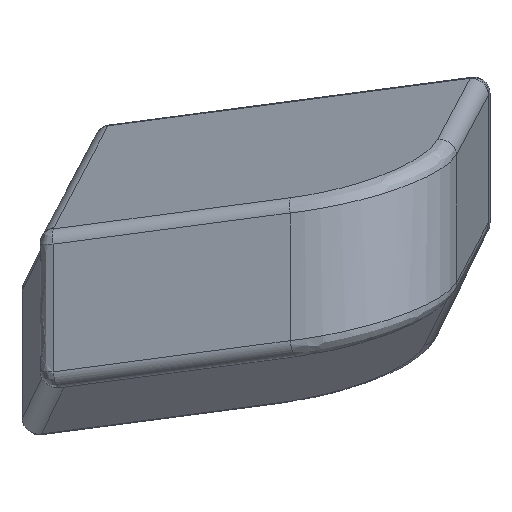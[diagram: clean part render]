
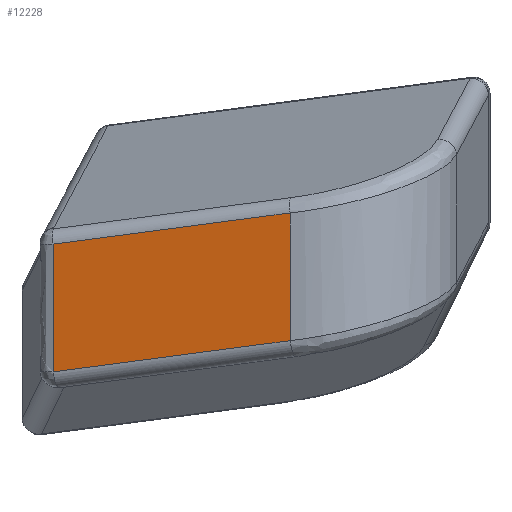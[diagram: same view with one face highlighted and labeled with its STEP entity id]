
A CAD part, left-side view. The second image highlights one B-rep face of the part: STEP entity #12228.
In plain terms, the highlighted planar face has unit normal (-0.974, 0.227, 0).
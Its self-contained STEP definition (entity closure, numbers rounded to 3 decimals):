
#7157 = SURFACE_OF_LINEAR_EXTRUSION('',#7158,#7163);
#7158 = CIRCLE('',#7159,10.);
#7159 = AXIS2_PLACEMENT_3D('',#7160,#7161,#7162);
#7160 = CARTESIAN_POINT('',(-181.926,23.877,
    -61.787));
#7161 = DIRECTION('',(0.293,-0.192,-0.937));
#7162 = DIRECTION('',(-0.929,0.173,-0.326));
#7163 = VECTOR('',#7164,1.);
#7164 = DIRECTION('',(0.,0.,1.));
#10528 = EDGE_CURVE('',#10529,#10531,#10533,.T.);
#10529 = VERTEX_POINT('',#10530);
#10530 = CARTESIAN_POINT('',(-191.219,25.612,
    -50.863));
#10531 = VERTEX_POINT('',#10532);
#10532 = CARTESIAN_POINT('',(-191.219,25.612,
    27.786));
#10533 = SURFACE_CURVE('',#10534,(#10538,#10544),.PCURVE_S1.);
#10534 = LINE('',#10535,#10536);
#10535 = CARTESIAN_POINT('',(-191.219,25.612,
    -65.049));
#10536 = VECTOR('',#10537,1.);
#10537 = DIRECTION('',(0.,0.,1.));
#10538 = PCURVE('',#7157,#10539);
#10539 = DEFINITIONAL_REPRESENTATION('',(#10540),#10543);
#10540 = B_SPLINE_CURVE_WITH_KNOTS('',1,(#10541,#10542),.UNSPECIFIED.,
  .F.,.F.,(2,2),(0.,100.),.PIECEWISE_BEZIER_KNOTS.);
#10541 = CARTESIAN_POINT('',(0.,0.));
#10542 = CARTESIAN_POINT('',(0.,100.));
#10543 = ( GEOMETRIC_REPRESENTATION_CONTEXT(2) 
PARAMETRIC_REPRESENTATION_CONTEXT() REPRESENTATION_CONTEXT('2D SPACE',''
  ) );
#10544 = PCURVE('',#10545,#10550);
#10545 = PLANE('',#10546);
#10546 = AXIS2_PLACEMENT_3D('',#10547,#10548,#10549);
#10547 = CARTESIAN_POINT('',(-208.21,-47.355,
    -5.442));
#10548 = DIRECTION('',(0.974,-0.227,0.));
#10549 = DIRECTION('',(0.225,0.966,-0.127));
#10550 = DEFINITIONAL_REPRESENTATION('',(#10551),#10555);
#10551 = LINE('',#10552,#10553);
#10552 = CARTESIAN_POINT('',(81.891,-49.594));
#10553 = VECTOR('',#10554,1.);
#10554 = DIRECTION('',(-0.127,0.992));
#10555 = ( GEOMETRIC_REPRESENTATION_CONTEXT(2) 
PARAMETRIC_REPRESENTATION_CONTEXT() REPRESENTATION_CONTEXT('2D SPACE',''
  ) );
#11737 = CYLINDRICAL_SURFACE('',#11738,10.);
#11738 = AXIS2_PLACEMENT_3D('',#11739,#11740,#11741);
#11739 = CARTESIAN_POINT('',(-215.056,-120.846,
    -31.88));
#11740 = DIRECTION('',(0.225,0.966,-0.127));
#11741 = DIRECTION('',(0.293,-0.192,-0.937));
#12228 = ADVANCED_FACE('',(#12229),#10545,.F.);
#12229 = FACE_BOUND('',#12230,.F.);
#12230 = EDGE_LOOP('',(#12231,#12264,#12285,#12286));
#12231 = ORIENTED_EDGE('',*,*,#12232,.F.);
#12232 = EDGE_CURVE('',#12233,#12235,#12237,.T.);
#12233 = VERTEX_POINT('',#12234);
#12234 = CARTESIAN_POINT('',(-225.201,-120.321,
    -31.651));
#12235 = VERTEX_POINT('',#12236);
#12236 = CARTESIAN_POINT('',(-225.201,-120.321,
    46.998));
#12237 = SURFACE_CURVE('',#12238,(#12242,#12249),.PCURVE_S1.);
#12238 = LINE('',#12239,#12240);
#12239 = CARTESIAN_POINT('',(-225.201,-120.321,
    -45.836));
#12240 = VECTOR('',#12241,1.);
#12241 = DIRECTION('',(0.,0.,1.));
#12242 = PCURVE('',#10545,#12243);
#12243 = DEFINITIONAL_REPRESENTATION('',(#12244),#12248);
#12244 = LINE('',#12245,#12246);
#12245 = CARTESIAN_POINT('',(-69.173,-49.594));
#12246 = VECTOR('',#12247,1.);
#12247 = DIRECTION('',(-0.127,0.992));
#12248 = ( GEOMETRIC_REPRESENTATION_CONTEXT(2) 
PARAMETRIC_REPRESENTATION_CONTEXT() REPRESENTATION_CONTEXT('2D SPACE',''
  ) );
#12249 = PCURVE('',#12250,#12258);
#12250 = SURFACE_OF_LINEAR_EXTRUSION('',#12251,#12256);
#12251 = CIRCLE('',#12252,90.);
#12252 = AXIS2_PLACEMENT_3D('',#12253,#12254,#12255);
#12253 = CARTESIAN_POINT('',(-141.566,-135.932,
    -16.484));
#12254 = DIRECTION('',(0.293,-0.192,-0.937));
#12255 = DIRECTION('',(-0.225,-0.966,0.127));
#12256 = VECTOR('',#12257,1.);
#12257 = DIRECTION('',(0.,0.,1.));
#12258 = DEFINITIONAL_REPRESENTATION('',(#12259),#12263);
#12259 = LINE('',#12260,#12261);
#12260 = CARTESIAN_POINT('',(1.571,0.));
#12261 = VECTOR('',#12262,1.);
#12262 = DIRECTION('',(0.,1.));
#12263 = ( GEOMETRIC_REPRESENTATION_CONTEXT(2) 
PARAMETRIC_REPRESENTATION_CONTEXT() REPRESENTATION_CONTEXT('2D SPACE',''
  ) );
#12264 = ORIENTED_EDGE('',*,*,#12265,.T.);
#12265 = EDGE_CURVE('',#12233,#10529,#12266,.T.);
#12266 = SURFACE_CURVE('',#12267,(#12271,#12278),.PCURVE_S1.);
#12267 = LINE('',#12268,#12269);
#12268 = CARTESIAN_POINT('',(-224.795,-118.578,
    -31.88));
#12269 = VECTOR('',#12270,1.);
#12270 = DIRECTION('',(0.225,0.966,-0.127));
#12271 = PCURVE('',#10545,#12272);
#12272 = DEFINITIONAL_REPRESENTATION('',(#12273),#12277);
#12273 = LINE('',#12274,#12275);
#12274 = CARTESIAN_POINT('',(-69.173,-35.524));
#12275 = VECTOR('',#12276,1.);
#12276 = DIRECTION('',(1.,0.));
#12277 = ( GEOMETRIC_REPRESENTATION_CONTEXT(2) 
PARAMETRIC_REPRESENTATION_CONTEXT() REPRESENTATION_CONTEXT('2D SPACE',''
  ) );
#12278 = PCURVE('',#11737,#12279);
#12279 = DEFINITIONAL_REPRESENTATION('',(#12280),#12284);
#12280 = LINE('',#12281,#12282);
#12281 = CARTESIAN_POINT('',(1.906,0.));
#12282 = VECTOR('',#12283,1.);
#12283 = DIRECTION('',(0.,1.));
#12284 = ( GEOMETRIC_REPRESENTATION_CONTEXT(2) 
PARAMETRIC_REPRESENTATION_CONTEXT() REPRESENTATION_CONTEXT('2D SPACE',''
  ) );
#12285 = ORIENTED_EDGE('',*,*,#10528,.T.);
#12286 = ORIENTED_EDGE('',*,*,#12287,.F.);
#12287 = EDGE_CURVE('',#12235,#10531,#12288,.T.);
#12288 = SURFACE_CURVE('',#12289,(#12293,#12300),.PCURVE_S1.);
#12289 = LINE('',#12290,#12291);
#12290 = CARTESIAN_POINT('',(-225.406,-121.201,
    47.114));
#12291 = VECTOR('',#12292,1.);
#12292 = DIRECTION('',(0.225,0.966,-0.127));
#12293 = PCURVE('',#10545,#12294);
#12294 = DEFINITIONAL_REPRESENTATION('',(#12295),#12299);
#12295 = LINE('',#12296,#12297);
#12296 = CARTESIAN_POINT('',(-81.891,42.487));
#12297 = VECTOR('',#12298,1.);
#12298 = DIRECTION('',(1.,0.));
#12299 = ( GEOMETRIC_REPRESENTATION_CONTEXT(2) 
PARAMETRIC_REPRESENTATION_CONTEXT() REPRESENTATION_CONTEXT('2D SPACE',''
  ) );
#12300 = PCURVE('',#12301,#12306);
#12301 = CYLINDRICAL_SURFACE('',#12302,10.);
#12302 = AXIS2_PLACEMENT_3D('',#12303,#12304,#12305);
#12303 = CARTESIAN_POINT('',(-215.667,-123.469,
    47.114));
#12304 = DIRECTION('',(0.225,0.966,-0.127));
#12305 = DIRECTION('',(-0.293,0.192,0.937));
#12306 = DEFINITIONAL_REPRESENTATION('',(#12307),#12311);
#12307 = LINE('',#12308,#12309);
#12308 = CARTESIAN_POINT('',(-1.236,0.));
#12309 = VECTOR('',#12310,1.);
#12310 = DIRECTION('',(-0.,1.));
#12311 = ( GEOMETRIC_REPRESENTATION_CONTEXT(2) 
PARAMETRIC_REPRESENTATION_CONTEXT() REPRESENTATION_CONTEXT('2D SPACE',''
  ) );
